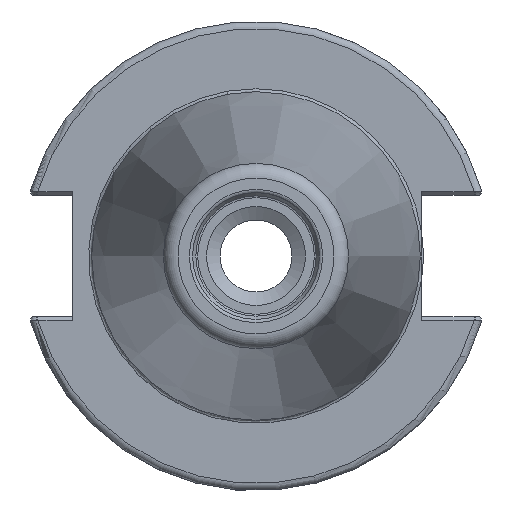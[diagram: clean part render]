
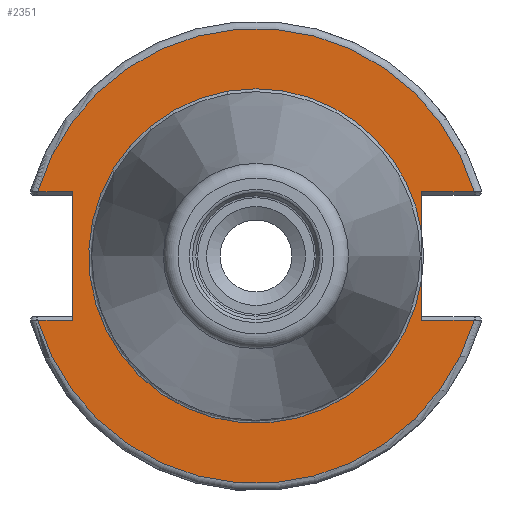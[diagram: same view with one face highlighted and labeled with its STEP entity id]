
A CAD part, left-side view. The second image highlights one B-rep face of the part: STEP entity #2351.
In plain terms, the highlighted planar face has unit normal (-1, 0, 0).
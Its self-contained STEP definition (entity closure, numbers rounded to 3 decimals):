
#128=PLANE('',#2548);
#239=FACE_OUTER_BOUND('',#376,.T.);
#376=EDGE_LOOP('',(#1682,#1683,#1684,#1685,#1686,#1687,#1688,#1689,#1690,
#1691,#1692));
#508=LINE('',#3585,#642);
#515=LINE('',#3707,#649);
#516=LINE('',#3711,#650);
#517=LINE('',#3713,#651);
#518=LINE('',#3715,#652);
#519=LINE('',#3719,#653);
#520=LINE('',#3721,#654);
#642=VECTOR('',#2906,10.);
#649=VECTOR('',#2917,10.);
#650=VECTOR('',#2920,10.);
#651=VECTOR('',#2921,10.);
#652=VECTOR('',#2922,10.);
#653=VECTOR('',#2925,10.);
#654=VECTOR('',#2926,10.);
#810=CIRCLE('',#2549,30.775);
#811=CIRCLE('',#2550,30.775);
#812=CIRCLE('',#2551,22.625);
#813=CIRCLE('',#2552,22.625);
#972=VERTEX_POINT('',#3582);
#973=VERTEX_POINT('',#3584);
#981=VERTEX_POINT('',#3706);
#982=VERTEX_POINT('',#3708);
#983=VERTEX_POINT('',#3710);
#984=VERTEX_POINT('',#3712);
#985=VERTEX_POINT('',#3714);
#986=VERTEX_POINT('',#3716);
#987=VERTEX_POINT('',#3718);
#988=VERTEX_POINT('',#3720);
#989=VERTEX_POINT('',#3722);
#1241=EDGE_CURVE('',#972,#973,#508,.T.);
#1253=EDGE_CURVE('',#981,#973,#515,.T.);
#1254=EDGE_CURVE('',#982,#972,#810,.T.);
#1255=EDGE_CURVE('',#983,#982,#516,.T.);
#1256=EDGE_CURVE('',#983,#984,#517,.T.);
#1257=EDGE_CURVE('',#985,#984,#518,.T.);
#1258=EDGE_CURVE('',#986,#985,#811,.T.);
#1259=EDGE_CURVE('',#987,#986,#519,.T.);
#1260=EDGE_CURVE('',#987,#988,#520,.T.);
#1261=EDGE_CURVE('',#988,#989,#812,.T.);
#1262=EDGE_CURVE('',#989,#981,#813,.T.);
#1682=ORIENTED_EDGE('',*,*,#1253,.T.);
#1683=ORIENTED_EDGE('',*,*,#1241,.F.);
#1684=ORIENTED_EDGE('',*,*,#1254,.F.);
#1685=ORIENTED_EDGE('',*,*,#1255,.F.);
#1686=ORIENTED_EDGE('',*,*,#1256,.T.);
#1687=ORIENTED_EDGE('',*,*,#1257,.F.);
#1688=ORIENTED_EDGE('',*,*,#1258,.F.);
#1689=ORIENTED_EDGE('',*,*,#1259,.F.);
#1690=ORIENTED_EDGE('',*,*,#1260,.T.);
#1691=ORIENTED_EDGE('',*,*,#1261,.T.);
#1692=ORIENTED_EDGE('',*,*,#1262,.T.);
#2351=ADVANCED_FACE('',(#239),#128,.T.);
#2548=AXIS2_PLACEMENT_3D('',#3705,#2915,#2916);
#2549=AXIS2_PLACEMENT_3D('',#3709,#2918,#2919);
#2550=AXIS2_PLACEMENT_3D('',#3717,#2923,#2924);
#2551=AXIS2_PLACEMENT_3D('',#3723,#2927,#2928);
#2552=AXIS2_PLACEMENT_3D('',#3724,#2929,#2930);
#2906=DIRECTION('',(0.,1.,0.));
#2915=DIRECTION('center_axis',(-1.,0.,0.));
#2916=DIRECTION('ref_axis',(0.,0.,1.));
#2917=DIRECTION('',(0.,0.,1.));
#2918=DIRECTION('center_axis',(1.,0.,0.));
#2919=DIRECTION('ref_axis',(0.,0.,-1.));
#2920=DIRECTION('',(0.,1.,0.));
#2921=DIRECTION('',(0.,0.,-1.));
#2922=DIRECTION('',(0.,-1.,0.));
#2923=DIRECTION('center_axis',(1.,0.,0.));
#2924=DIRECTION('ref_axis',(0.,0.,-1.));
#2925=DIRECTION('',(0.,-1.,0.));
#2926=DIRECTION('',(0.,0.,1.));
#2927=DIRECTION('center_axis',(1.,0.,0.));
#2928=DIRECTION('ref_axis',(0.,0.,-1.));
#2929=DIRECTION('center_axis',(1.,0.,0.));
#2930=DIRECTION('ref_axis',(0.,0.,-1.));
#3582=CARTESIAN_POINT('',(1.,-29.523,8.69));
#3584=CARTESIAN_POINT('',(1.,-22.41,8.69));
#3585=CARTESIAN_POINT('',(1.,4.182,8.69));
#3705=CARTESIAN_POINT('Origin',(1.,30.775,0.));
#3706=CARTESIAN_POINT('',(1.,-22.41,3.112));
#3707=CARTESIAN_POINT('',(1.,-22.41,-4.095));
#3708=CARTESIAN_POINT('',(1.,29.523,8.69));
#3709=CARTESIAN_POINT('Origin',(1.,0.,0.));
#3710=CARTESIAN_POINT('',(1.,24.8,8.69));
#3711=CARTESIAN_POINT('',(1.,38.399,8.69));
#3712=CARTESIAN_POINT('',(1.,24.8,-8.69));
#3713=CARTESIAN_POINT('',(1.,24.8,4.095));
#3714=CARTESIAN_POINT('',(1.,29.523,-8.69));
#3715=CARTESIAN_POINT('',(1.,27.788,-8.69));
#3716=CARTESIAN_POINT('',(1.,-29.523,-8.69));
#3717=CARTESIAN_POINT('Origin',(1.,0.,0.));
#3718=CARTESIAN_POINT('',(1.,-22.41,-8.69));
#3719=CARTESIAN_POINT('',(1.,-6.591,-8.69));
#3720=CARTESIAN_POINT('',(1.,-22.41,-3.112));
#3721=CARTESIAN_POINT('',(1.,-22.41,-4.095));
#3722=CARTESIAN_POINT('',(1.,0.,22.625));
#3723=CARTESIAN_POINT('Origin',(1.,0.,0.));
#3724=CARTESIAN_POINT('Origin',(1.,0.,0.));
